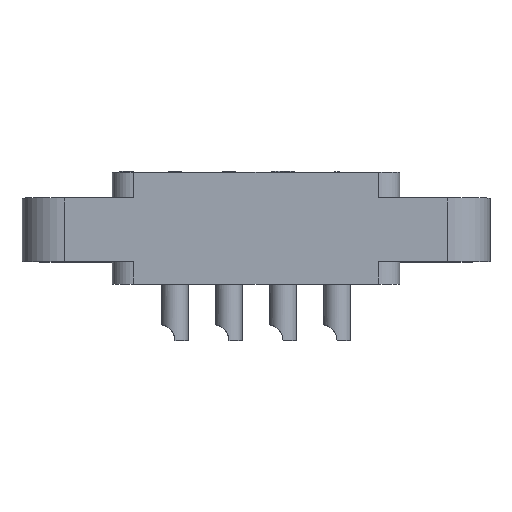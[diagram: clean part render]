
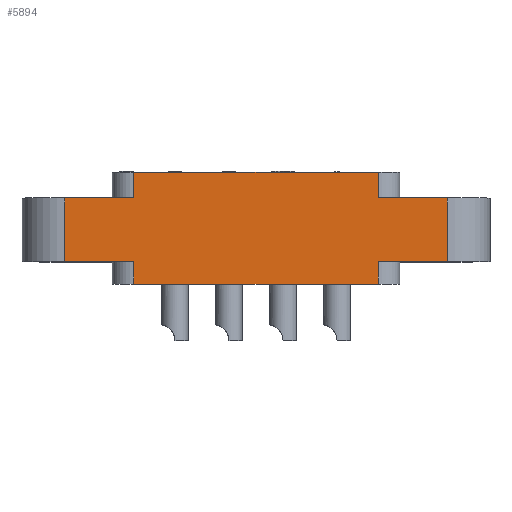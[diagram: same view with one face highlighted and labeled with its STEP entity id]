
A CAD part, top view. The second image highlights one B-rep face of the part: STEP entity #5894.
In plain terms, the highlighted planar face has unit normal (0, 0, 1).
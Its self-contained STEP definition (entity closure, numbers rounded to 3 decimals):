
#9=DIRECTION('',(-1.,0.,0.));
#10=VECTOR('',#9,23.);
#11=CARTESIAN_POINT('',(11.5,10.5,6.6));
#12=LINE('',#11,#10);
#863=DIRECTION('',(0.,-1.,0.));
#864=VECTOR('',#863,2.4);
#865=CARTESIAN_POINT('',(-11.5,10.5,6.6));
#866=LINE('',#865,#864);
#881=DIRECTION('',(0.,1.,0.));
#882=VECTOR('',#881,2.4);
#883=CARTESIAN_POINT('',(11.5,8.1,6.6));
#884=LINE('',#883,#882);
#903=DIRECTION('',(-1.,0.,0.));
#904=VECTOR('',#903,6.5);
#905=CARTESIAN_POINT('',(18.,8.1,6.6));
#906=LINE('',#905,#904);
#947=DIRECTION('',(1.,0.,0.));
#948=VECTOR('',#947,6.5);
#949=CARTESIAN_POINT('',(11.5,2.1,6.6));
#950=LINE('',#949,#948);
#991=DIRECTION('',(1.,0.,0.));
#992=VECTOR('',#991,23.);
#993=CARTESIAN_POINT('',(-11.5,0.,6.6));
#994=LINE('',#993,#992);
#1137=DIRECTION('',(1.,0.,0.));
#1138=VECTOR('',#1137,6.5);
#1139=CARTESIAN_POINT('',(-18.,2.1,6.6));
#1140=LINE('',#1139,#1138);
#1155=DIRECTION('',(0.,-1.,0.));
#1156=VECTOR('',#1155,2.1);
#1157=CARTESIAN_POINT('',(-11.5,2.1,6.6));
#1158=LINE('',#1157,#1156);
#1195=DIRECTION('',(-1.,0.,0.));
#1196=VECTOR('',#1195,6.5);
#1197=CARTESIAN_POINT('',(-11.5,8.1,6.6));
#1198=LINE('',#1197,#1196);
#1213=DIRECTION('',(0.,-1.,0.));
#1214=VECTOR('',#1213,6.);
#1215=CARTESIAN_POINT('',(-18.,8.1,6.6));
#1216=LINE('',#1215,#1214);
#1243=DIRECTION('',(0.,1.,0.));
#1244=VECTOR('',#1243,2.1);
#1245=CARTESIAN_POINT('',(11.5,0.,6.6));
#1246=LINE('',#1245,#1244);
#2333=DIRECTION('',(0.,1.,0.));
#2334=VECTOR('',#2333,6.);
#2335=CARTESIAN_POINT('',(18.,2.1,6.6));
#2336=LINE('',#2335,#2334);
#4059=CARTESIAN_POINT('',(18.,2.1,6.6));
#4060=CARTESIAN_POINT('',(18.,8.1,6.6));
#4061=VERTEX_POINT('',#4059);
#4062=VERTEX_POINT('',#4060);
#4075=CARTESIAN_POINT('',(-18.,8.1,6.6));
#4076=CARTESIAN_POINT('',(-18.,2.1,6.6));
#4077=VERTEX_POINT('',#4075);
#4078=VERTEX_POINT('',#4076);
#4107=CARTESIAN_POINT('',(11.5,8.1,6.6));
#4108=CARTESIAN_POINT('',(11.5,10.5,6.6));
#4109=VERTEX_POINT('',#4107);
#4110=VERTEX_POINT('',#4108);
#4115=CARTESIAN_POINT('',(11.5,0.,6.6));
#4116=CARTESIAN_POINT('',(11.5,2.1,6.6));
#4117=VERTEX_POINT('',#4115);
#4118=VERTEX_POINT('',#4116);
#4123=CARTESIAN_POINT('',(-11.5,2.1,6.6));
#4124=CARTESIAN_POINT('',(-11.5,0.,6.6));
#4125=VERTEX_POINT('',#4123);
#4126=VERTEX_POINT('',#4124);
#4131=CARTESIAN_POINT('',(-11.5,10.5,6.6));
#4132=CARTESIAN_POINT('',(-11.5,8.1,6.6));
#4133=VERTEX_POINT('',#4131);
#4134=VERTEX_POINT('',#4132);
#5865=CARTESIAN_POINT('',(0.,0.,6.6));
#5866=DIRECTION('',(0.,0.,1.));
#5867=DIRECTION('',(1.,0.,0.));
#5868=AXIS2_PLACEMENT_3D('',#5865,#5866,#5867);
#5869=PLANE('',#5868);
#5871=ORIENTED_EDGE('',*,*,#5870,.F.);
#5873=ORIENTED_EDGE('',*,*,#5872,.F.);
#5875=ORIENTED_EDGE('',*,*,#5874,.F.);
#5877=ORIENTED_EDGE('',*,*,#5876,.F.);
#5879=ORIENTED_EDGE('',*,*,#5878,.F.);
#5881=ORIENTED_EDGE('',*,*,#5880,.F.);
#5883=ORIENTED_EDGE('',*,*,#5882,.F.);
#5885=ORIENTED_EDGE('',*,*,#5884,.F.);
#5887=ORIENTED_EDGE('',*,*,#5886,.F.);
#5889=ORIENTED_EDGE('',*,*,#5888,.F.);
#5890=ORIENTED_EDGE('',*,*,#5856,.F.);
#5891=ORIENTED_EDGE('',*,*,#5338,.F.);
#5892=EDGE_LOOP('',(#5871,#5873,#5875,#5877,#5879,#5881,#5883,#5885,#5887,#5889,
#5890,#5891));
#5893=FACE_OUTER_BOUND('',#5892,.F.);
#5894=ADVANCED_FACE('',(#5893),#5869,.T.);
#5338=EDGE_CURVE('',#4110,#4133,#12,.T.);
#5856=EDGE_CURVE('',#4133,#4134,#866,.T.);
#5870=EDGE_CURVE('',#4109,#4110,#884,.T.);
#5872=EDGE_CURVE('',#4062,#4109,#906,.T.);
#5874=EDGE_CURVE('',#4061,#4062,#2336,.T.);
#5876=EDGE_CURVE('',#4118,#4061,#950,.T.);
#5878=EDGE_CURVE('',#4117,#4118,#1246,.T.);
#5880=EDGE_CURVE('',#4126,#4117,#994,.T.);
#5882=EDGE_CURVE('',#4125,#4126,#1158,.T.);
#5884=EDGE_CURVE('',#4078,#4125,#1140,.T.);
#5886=EDGE_CURVE('',#4077,#4078,#1216,.T.);
#5888=EDGE_CURVE('',#4134,#4077,#1198,.T.);
